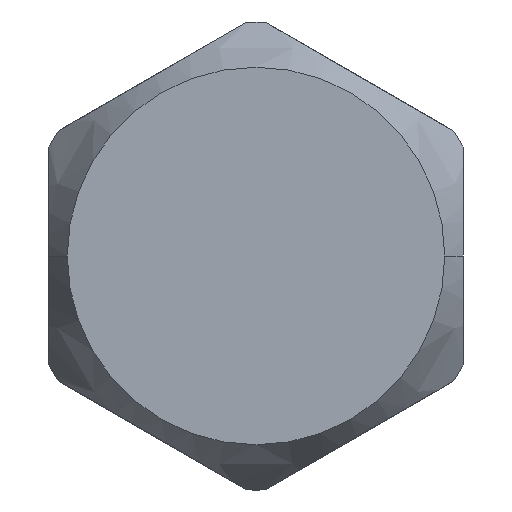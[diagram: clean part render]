
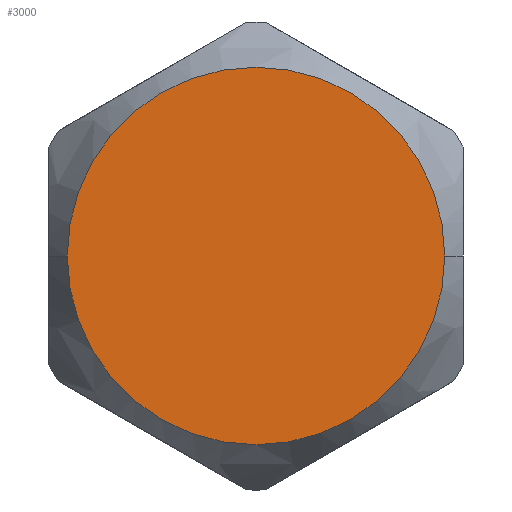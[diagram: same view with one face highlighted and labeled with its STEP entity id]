
A CAD part, left-side view. The second image highlights one B-rep face of the part: STEP entity #3000.
In plain terms, the highlighted planar face has unit normal (-1, 0, 0).
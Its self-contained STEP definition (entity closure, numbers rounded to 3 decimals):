
#1453=CARTESIAN_POINT('',(0.,0.,0.));
#1454=DIRECTION('',(1.,0.,0.));
#1455=DIRECTION('',(0.,1.,0.));
#1456=AXIS2_PLACEMENT_3D('',#1453,#1454,#1455);
#1458=CARTESIAN_POINT('',(0.,0.,0.));
#1459=DIRECTION('',(-1.,0.,0.));
#1460=DIRECTION('',(0.,1.,0.));
#1461=AXIS2_PLACEMENT_3D('',#1458,#1459,#1460);
#1975=CARTESIAN_POINT('',(0.,3.614,0.));
#1976=CARTESIAN_POINT('',(0.,-3.614,0.));
#1977=VERTEX_POINT('',#1975);
#1978=VERTEX_POINT('',#1976);
#2991=CARTESIAN_POINT('',(0.,0.,0.));
#2992=DIRECTION('',(-1.,0.,0.));
#2993=DIRECTION('',(0.,1.,0.));
#2994=AXIS2_PLACEMENT_3D('',#2991,#2992,#2993);
#2995=PLANE('',#2994);
#2996=ORIENTED_EDGE('',*,*,#2958,.T.);
#2997=ORIENTED_EDGE('',*,*,#2976,.F.);
#2998=EDGE_LOOP('',(#2996,#2997));
#2999=FACE_OUTER_BOUND('',#2998,.F.);
#3000=ADVANCED_FACE('',(#2999),#2995,.T.);
#1457=CIRCLE('',#1456,3.614);
#1462=CIRCLE('',#1461,3.614);
#2958=EDGE_CURVE('',#1977,#1978,#1457,.T.);
#2976=EDGE_CURVE('',#1977,#1978,#1462,.T.);
